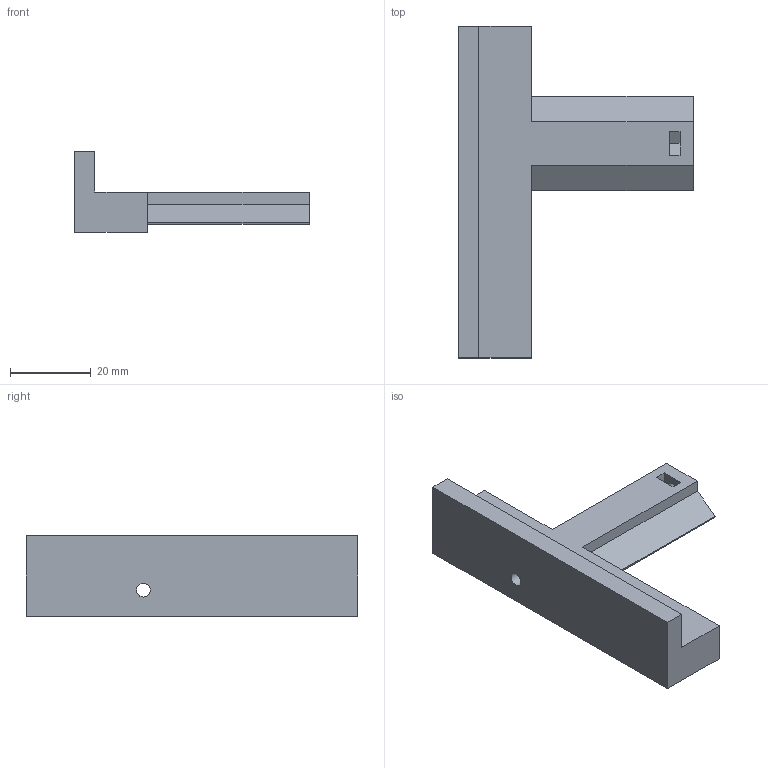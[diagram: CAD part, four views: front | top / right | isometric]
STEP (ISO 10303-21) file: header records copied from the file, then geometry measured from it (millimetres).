
FILE_DESCRIPTION(('FreeCAD Model'),'2;1');
FILE_NAME('LateralAdjust.step', '2016-04-18T17:05:19',('Author'),(''), 'Open CASCADE STEP processor 6.8','FreeCAD','Unknown');
FILE_SCHEMA(('AUTOMOTIVE_DESIGN_CC2 { 1 2 10303 214 -1 1 5 4 }'));
Length unit declared in the file: millimetre
Products named in the file (2): ASSEMBLY; Clone_of_LateralAdjust
Assembly tree (1 placements, depth 2):
  ASSEMBLY
    Clone_of_LateralAdjust
Bounding box: 58 x 82 x 20 mm (x, y, z)
Volume: 23096.5 mm3; surface area: 9603.3 mm2
Topology: 1 solids, 1 shells, 24 faces, 63 edges, 42 vertices
Faces by surface type: plane 22, cylinder 2
Full cylindrical faces by diameter (mm): 3.4 x2
Entity records: 1598 total; most frequent: CARTESIAN_POINT 283, DIRECTION 234, LINE 173, VECTOR 173, ORIENTED_EDGE 126, PCURVE 126, DEFINITIONAL_REPRESENTATION 126, EDGE_CURVE 63
